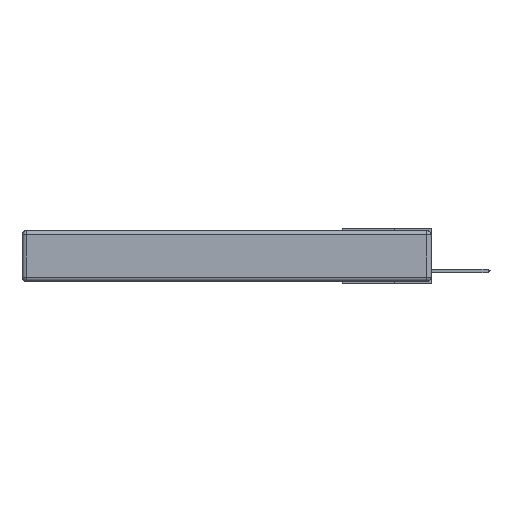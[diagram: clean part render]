
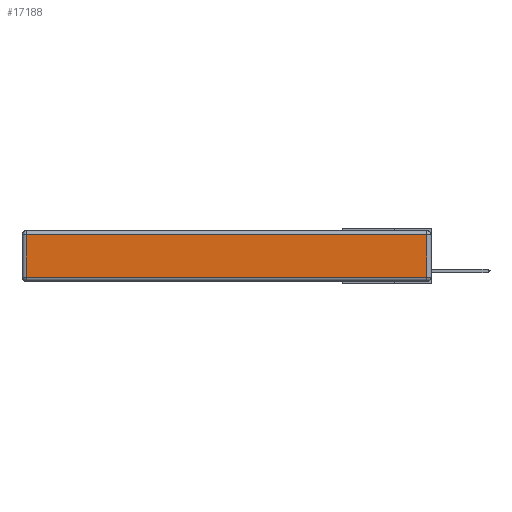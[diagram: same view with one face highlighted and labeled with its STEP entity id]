
A CAD part, left-side view. The second image highlights one B-rep face of the part: STEP entity #17188.
In plain terms, the highlighted planar face has unit normal (-1, 0, 0).
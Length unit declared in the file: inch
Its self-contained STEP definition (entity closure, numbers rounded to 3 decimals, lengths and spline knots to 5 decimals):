
#4053 = CARTESIAN_POINT ( 'NONE',  ( 0., 0.03, -0.03 ) ) ;
#4520 = DIRECTION ( 'NONE',  ( 0., 0., -1. ) ) ;
#6948 = LINE ( 'NONE', #19869, #24387 ) ;
#7237 = DIRECTION ( 'NONE',  ( 0., 1., 0. ) ) ;
#8777 = VECTOR ( 'NONE', #26689, 39.37008 ) ;
#9741 = CARTESIAN_POINT ( 'NONE',  ( 0., 0.03, -0.343 ) ) ;
#10227 = DIRECTION ( 'NONE',  ( -1., 0., 0. ) ) ;
#10417 = PLANE ( 'NONE',  #27628 ) ;
#11191 = VECTOR ( 'NONE', #7237, 39.37008 ) ;
#12508 = EDGE_CURVE ( 'NONE', #14018, #22377, #26177, .T. ) ;
#12593 = CARTESIAN_POINT ( 'NONE',  ( 0., 0., -0.343 ) ) ;
#12836 = ORIENTED_EDGE ( 'NONE', *, *, #12508, .T. ) ;
#13557 = VERTEX_POINT ( 'NONE', #17599 ) ;
#14018 = VERTEX_POINT ( 'NONE', #27353 ) ;
#14045 = ORIENTED_EDGE ( 'NONE', *, *, #26180, .T. ) ;
#14623 = ORIENTED_EDGE ( 'NONE', *, *, #21801, .T. ) ;
#15065 = FACE_OUTER_BOUND ( 'NONE', #15296, .T. ) ;
#15296 = EDGE_LOOP ( 'NONE', ( #14623, #12836, #19106, #14045 ) ) ;
#16623 = DIRECTION ( 'NONE',  ( 0., 0., 1. ) ) ;
#17188 = ADVANCED_FACE ( 'NONE', ( #15065 ), #10417, .T. ) ;
#17336 = CARTESIAN_POINT ( 'NONE',  ( 0., 2.72, -0.03 ) ) ;
#17599 = CARTESIAN_POINT ( 'NONE',  ( 0., 2.72, -0.313 ) ) ;
#18231 = CARTESIAN_POINT ( 'NONE',  ( 0., 2.75, -0.03 ) ) ;
#19106 = ORIENTED_EDGE ( 'NONE', *, *, #20522, .T. ) ;
#19563 = LINE ( 'NONE', #27066, #8777 ) ;
#19669 = VERTEX_POINT ( 'NONE', #17336 ) ;
#19869 = CARTESIAN_POINT ( 'NONE',  ( 0., 2.72, -0.343 ) ) ;
#20522 = EDGE_CURVE ( 'NONE', #22377, #19669, #22975, .T. ) ;
#20862 = DIRECTION ( 'NONE',  ( 0., 0., 1. ) ) ;
#21472 = VECTOR ( 'NONE', #20862, 39.37008 ) ;
#21801 = EDGE_CURVE ( 'NONE', #13557, #14018, #19563, .T. ) ;
#22377 = VERTEX_POINT ( 'NONE', #4053 ) ;
#22975 = LINE ( 'NONE', #18231, #11191 ) ;
#24387 = VECTOR ( 'NONE', #4520, 39.37008 ) ;
#26177 = LINE ( 'NONE', #9741, #21472 ) ;
#26180 = EDGE_CURVE ( 'NONE', #19669, #13557, #6948, .T. ) ;
#26689 = DIRECTION ( 'NONE',  ( 0., -1., 0. ) ) ;
#27066 = CARTESIAN_POINT ( 'NONE',  ( 0., 0., -0.313 ) ) ;
#27353 = CARTESIAN_POINT ( 'NONE',  ( 0., 0.03, -0.313 ) ) ;
#27628 = AXIS2_PLACEMENT_3D ( 'NONE', #12593, #10227, #16623 ) ;
